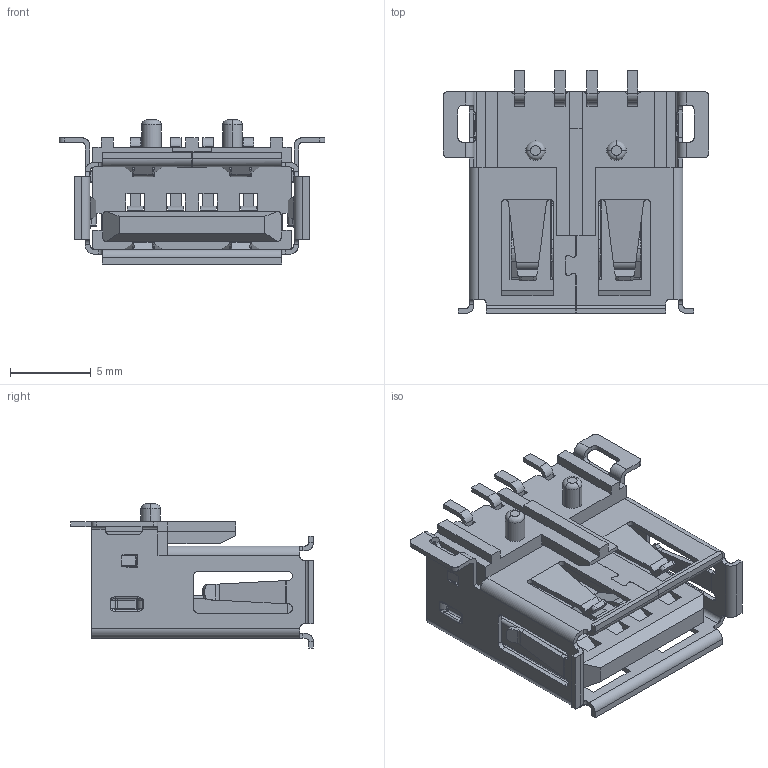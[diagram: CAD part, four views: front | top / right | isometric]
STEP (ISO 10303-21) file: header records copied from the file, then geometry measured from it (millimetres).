
FILE_DESCRIPTION (( 'STEP AP203' ), '1' );
FILE_NAME ('USB-A-S-X-W-SM2.step', '2011-08-09T12:16:44', ( 'Samtec' ), ( 'SAMTEC' ), 'SwSTEP 2.0', 'SolidWorks 2010', '' );
FILE_SCHEMA (( 'CONFIG_CONTROL_DESIGN' ));
Length unit declared in the file: inch
Products named in the file (4): USB-A-S-X-W-SM2; USB-A-SM2 Shell; USB-A-SM2-Body; USB-A-SM2 Pin
Assembly tree (6 placements, depth 2):
  USB-A-S-X-W-SM2
    USB-A-SM2 Pin  x4
    USB-A-SM2-Body
    USB-A-SM2 Shell
Bounding box: 16.4 x 15 x 8.9 mm (x, y, z)
Volume: 557.9 mm3; surface area: 1853.8 mm2
Topology: 6 solids, 6 shells, 1037 faces, 2899 edges, 1855 vertices
Faces by surface type: plane 555, cylinder 383, bspline 93, torus 6
Entity records: 30751 total; most frequent: CARTESIAN_POINT 11841, ORIENTED_EDGE 4340, DIRECTION 3084, EDGE_CURVE 2170, VERTEX_POINT 1381, LINE 1252, VECTOR 1252, AXIS2_PLACEMENT_3D 916
